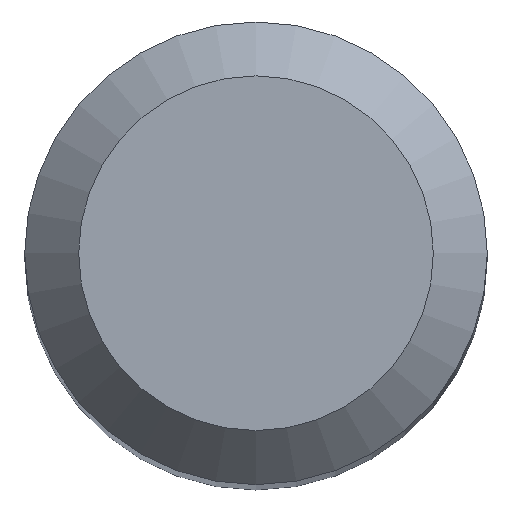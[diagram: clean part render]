
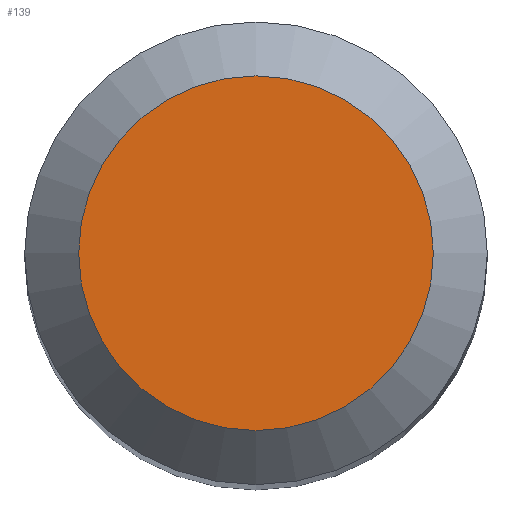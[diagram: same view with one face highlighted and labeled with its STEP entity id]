
A CAD part, top view. The second image highlights one B-rep face of the part: STEP entity #139.
In plain terms, the highlighted planar face has unit normal (0, 0, 1).
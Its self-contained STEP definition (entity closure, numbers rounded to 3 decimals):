
#24 = AXIS2_PLACEMENT_3D ( 'NONE', #235, #218, #144 ) ;
#57 = VERTEX_POINT ( 'NONE', #184 ) ;
#60 = PLANE ( 'NONE',  #168 ) ;
#106 = EDGE_CURVE ( 'NONE', #57, #57, #245, .T. ) ;
#115 = ORIENTED_EDGE ( 'NONE', *, *, #106, .F. ) ;
#119 = DIRECTION ( 'NONE',  ( 0., 0., -1. ) ) ;
#139 = ADVANCED_FACE ( 'NONE', ( #182 ), #60, .F. ) ;
#144 = DIRECTION ( 'NONE',  ( 0., 1., 0. ) ) ;
#168 = AXIS2_PLACEMENT_3D ( 'NONE', #241, #119, #259 ) ;
#182 = FACE_OUTER_BOUND ( 'NONE', #233, .T. ) ;
#184 = CARTESIAN_POINT ( 'NONE',  ( 0., 2.3, 66. ) ) ;
#218 = DIRECTION ( 'NONE',  ( 0., 0., -1. ) ) ;
#233 = EDGE_LOOP ( 'NONE', ( #115 ) ) ;
#235 = CARTESIAN_POINT ( 'NONE',  ( 0., 0., 66. ) ) ;
#241 = CARTESIAN_POINT ( 'NONE',  ( 0., 0., 66. ) ) ;
#245 = CIRCLE ( 'NONE', #24, 2.3 ) ;
#259 = DIRECTION ( 'NONE',  ( 0., 1., 0. ) ) ;
